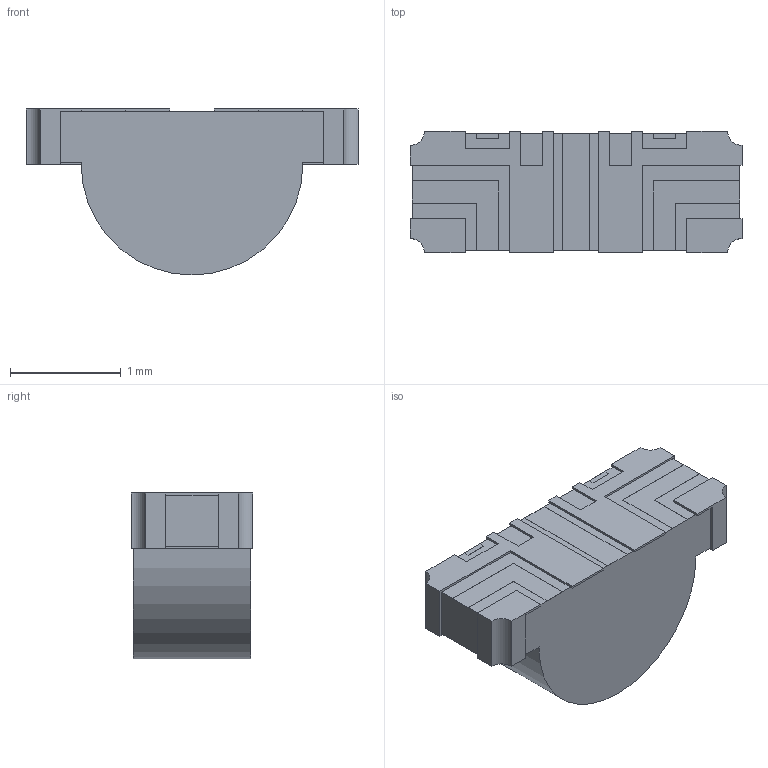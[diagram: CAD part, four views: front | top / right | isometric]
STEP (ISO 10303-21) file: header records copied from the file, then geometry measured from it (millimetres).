
FILE_DESCRIPTION (( 'STEP AP214' ), '1' );
FILE_NAME ('12-23C_RSGHBHW-5V01_2C.STEP', '2022-04-15T19:15:13', ( '' ), ( '' ), 'SwSTEP 2.0', 'SolidWorks 2017', '' );
FILE_SCHEMA (( 'AUTOMOTIVE_DESIGN' ));
Length unit declared in the file: millimetre
Products named in the file (1): 12-23C_RSGHBHW-5V01_2C
Bounding box: 3 x 1.1 x 1.5 mm (x, y, z)
Volume: 3.2 mm3; surface area: 21.9 mm2
Topology: 11 solids, 11 shells, 174 faces, 454 edges, 302 vertices
Faces by surface type: plane 152, cylinder 22
Entity records: 5390 total; most frequent: CARTESIAN_POINT 931, ORIENTED_EDGE 908, DIRECTION 848, EDGE_CURVE 454, LINE 410, VECTOR 410, VERTEX_POINT 302, AXIS2_PLACEMENT_3D 219
